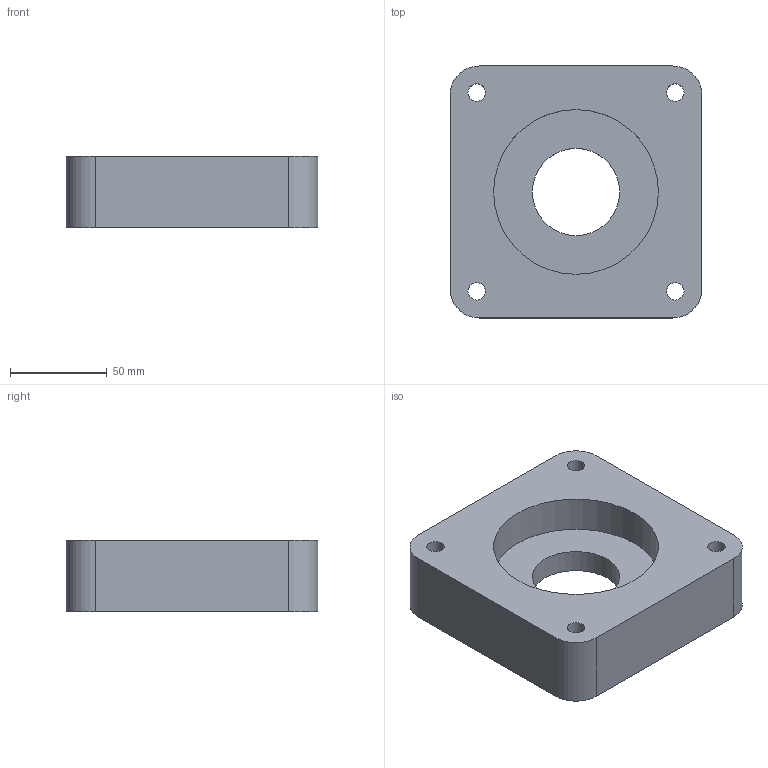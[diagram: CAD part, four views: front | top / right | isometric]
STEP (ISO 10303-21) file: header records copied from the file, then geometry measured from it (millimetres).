
FILE_DESCRIPTION(/* description */ (''),/* implementation_level */ '2;1');
FILE_NAME(/* name */ 'EndEffectorMotorAdapter.stp',/* time_stamp */ '2024-03-19T13:53:11-04:00',/* author */ ('yusuf'),/* organization */ (''),/* preprocessor_version */ 'ST-DEVELOPER v19.2',/* originating_system */ 'Autodesk Inventor 2024',/* authorisation */ '');
FILE_SCHEMA (('AUTOMOTIVE_DESIGN { 1 0 10303 214 3 1 1 }'));
Length unit declared in the file: inch
Products named in the file (1): EndEffectorMotorAdapter
Bounding box: 130 x 130 x 37 mm (x, y, z)
Volume: 424817.8 mm3; surface area: 61039.3 mm2
Topology: 1 solids, 1 shells, 19 faces, 45 edges, 30 vertices
Faces by surface type: cylinder 11, plane 8
Full cylindrical faces by diameter (mm): 9 x4, 45 x1, 85 x1, 110 x1
Entity records: 626 total; most frequent: DIRECTION 107, CARTESIAN_POINT 95, ORIENTED_EDGE 90, EDGE_CURVE 45, AXIS2_PLACEMENT_3D 42, EDGE_LOOP 31, VERTEX_POINT 30, LINE 23
